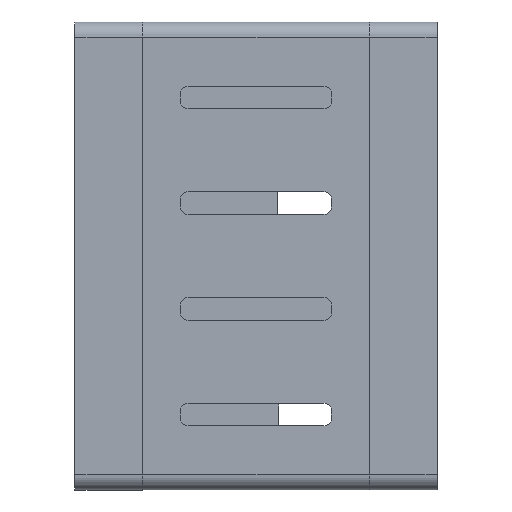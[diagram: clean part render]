
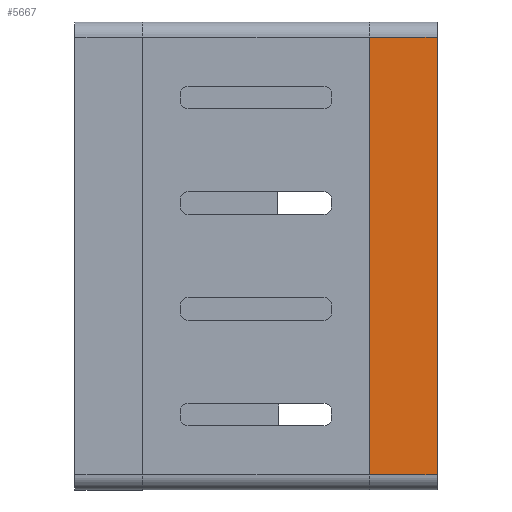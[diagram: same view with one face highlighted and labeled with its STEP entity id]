
A CAD part, left-side view. The second image highlights one B-rep face of the part: STEP entity #5667.
In plain terms, the highlighted planar face has unit normal (-1, 0, 0).
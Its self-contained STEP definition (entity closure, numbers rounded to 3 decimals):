
#234 = LINE ( 'NONE', #3600, #6493 ) ;
#792 = PLANE ( 'NONE',  #1150 ) ;
#1022 = CARTESIAN_POINT ( 'NONE',  ( -39., -8., -29. ) ) ;
#1150 = AXIS2_PLACEMENT_3D ( 'NONE', #8504, #7693, #8360 ) ;
#1317 = LINE ( 'NONE', #6033, #4112 ) ;
#1373 = VERTEX_POINT ( 'NONE', #8569 ) ;
#1926 = EDGE_CURVE ( 'NONE', #1373, #7719, #8301, .T. ) ;
#2099 = DIRECTION ( 'NONE',  ( 0., 0., 1. ) ) ;
#2385 = CARTESIAN_POINT ( 'NONE',  ( -39., 1., 29. ) ) ;
#2501 = ORIENTED_EDGE ( 'NONE', *, *, #5862, .T. ) ;
#2680 = DIRECTION ( 'NONE',  ( 0., 1., 0. ) ) ;
#2900 = ORIENTED_EDGE ( 'NONE', *, *, #6087, .F. ) ;
#2980 = FACE_OUTER_BOUND ( 'NONE', #8022, .T. ) ;
#3024 = VERTEX_POINT ( 'NONE', #5085 ) ;
#3153 = ORIENTED_EDGE ( 'NONE', *, *, #6452, .T. ) ;
#3600 = CARTESIAN_POINT ( 'NONE',  ( -39., -8., 31. ) ) ;
#3783 = DIRECTION ( 'NONE',  ( 0., -1., 0. ) ) ;
#3807 = VERTEX_POINT ( 'NONE', #6770 ) ;
#4112 = VECTOR ( 'NONE', #2680, 1000. ) ;
#4341 = VECTOR ( 'NONE', #3783, 1000. ) ;
#5085 = CARTESIAN_POINT ( 'NONE',  ( -39., -8., 29. ) ) ;
#5099 = DIRECTION ( 'NONE',  ( 0., 0., -1. ) ) ;
#5502 = CARTESIAN_POINT ( 'NONE',  ( -39., 1., 31. ) ) ;
#5667 = ADVANCED_FACE ( 'NONE', ( #2980 ), #792, .F. ) ;
#5862 = EDGE_CURVE ( 'NONE', #1373, #3807, #7234, .T. ) ;
#5997 = ORIENTED_EDGE ( 'NONE', *, *, #1926, .F. ) ;
#6033 = CARTESIAN_POINT ( 'NONE',  ( -39., -8., 29. ) ) ;
#6087 = EDGE_CURVE ( 'NONE', #3024, #3807, #234, .T. ) ;
#6452 = EDGE_CURVE ( 'NONE', #3024, #7719, #1317, .T. ) ;
#6493 = VECTOR ( 'NONE', #5099, 1000. ) ;
#6770 = CARTESIAN_POINT ( 'NONE',  ( -39., -8., -29. ) ) ;
#7234 = LINE ( 'NONE', #1022, #4341 ) ;
#7693 = DIRECTION ( 'NONE',  ( 1., 0., 0. ) ) ;
#7719 = VERTEX_POINT ( 'NONE', #2385 ) ;
#8022 = EDGE_LOOP ( 'NONE', ( #5997, #2501, #2900, #3153 ) ) ;
#8301 = LINE ( 'NONE', #5502, #8552 ) ;
#8360 = DIRECTION ( 'NONE',  ( 0., 0., -1. ) ) ;
#8504 = CARTESIAN_POINT ( 'NONE',  ( -39., -8., 31. ) ) ;
#8552 = VECTOR ( 'NONE', #2099, 1000. ) ;
#8569 = CARTESIAN_POINT ( 'NONE',  ( -39., 1., -29. ) ) ;
